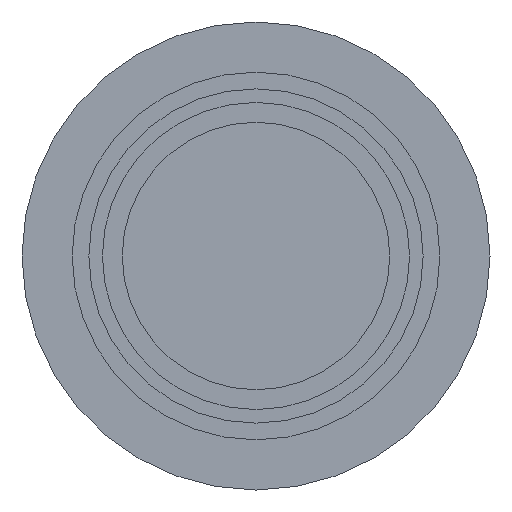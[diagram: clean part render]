
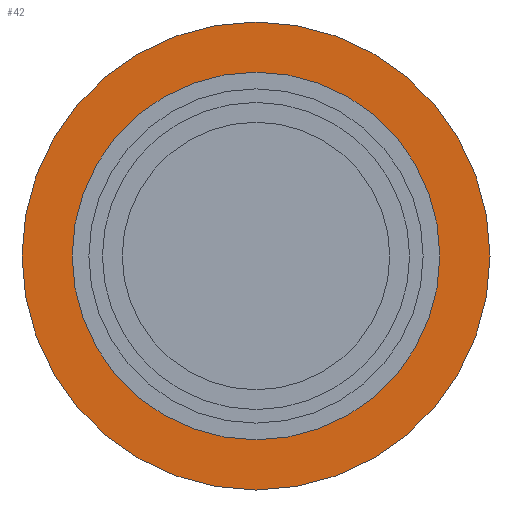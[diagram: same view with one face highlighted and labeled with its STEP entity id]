
A CAD part, left-side view. The second image highlights one B-rep face of the part: STEP entity #42.
In plain terms, the highlighted planar face has unit normal (-1, 0, 0).
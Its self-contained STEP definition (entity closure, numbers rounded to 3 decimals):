
#21=FACE_BOUND('',#78,.F.);
#27=PLANE('',#327);
#42=ADVANCED_FACE('',(#21,#59),#27,.T.);
#59=FACE_OUTER_BOUND('',#79,.F.);
#78=EDGE_LOOP('',(#129,#130));
#79=EDGE_LOOP('',(#131,#132));
#129=ORIENTED_EDGE('',*,*,#193,.T.);
#130=ORIENTED_EDGE('',*,*,#200,.T.);
#131=ORIENTED_EDGE('',*,*,#214,.F.);
#132=ORIENTED_EDGE('',*,*,#206,.F.);
#193=EDGE_CURVE('',#258,#257,#225,.T.);
#200=EDGE_CURVE('',#257,#258,#228,.T.);
#206=EDGE_CURVE('',#248,#247,#234,.T.);
#214=EDGE_CURVE('',#247,#248,#238,.T.);
#225=CIRCLE('',#298,5.501);
#228=CIRCLE('',#301,5.501);
#234=CIRCLE('',#307,7.001);
#238=CIRCLE('',#311,7.001);
#247=VERTEX_POINT('',#437);
#248=VERTEX_POINT('',#438);
#257=VERTEX_POINT('',#447);
#258=VERTEX_POINT('',#448);
#298=AXIS2_PLACEMENT_3D('',#459,#347,#348);
#301=AXIS2_PLACEMENT_3D('',#466,#357,#358);
#307=AXIS2_PLACEMENT_3D('',#472,#369,#370);
#311=AXIS2_PLACEMENT_3D('',#480,#381,#382);
#327=AXIS2_PLACEMENT_3D('',#498,#415,#416);
#347=DIRECTION('',(-1.,0.,0.));
#348=DIRECTION('',(0.,-1.,0.));
#357=DIRECTION('',(-1.,0.,0.));
#358=DIRECTION('',(0.,1.,0.));
#369=DIRECTION('',(-1.,0.,0.));
#370=DIRECTION('',(0.,1.,0.));
#381=DIRECTION('',(-1.,0.,0.));
#382=DIRECTION('',(0.,-1.,0.));
#415=DIRECTION('',(-1.,0.,0.));
#416=DIRECTION('',(0.,0.,1.));
#437=CARTESIAN_POINT('',(38.194,-7.001,0.));
#438=CARTESIAN_POINT('',(38.194,7.001,0.));
#447=CARTESIAN_POINT('',(38.194,5.501,0.));
#448=CARTESIAN_POINT('',(38.194,-5.501,0.));
#459=CARTESIAN_POINT('',(38.194,0.,0.));
#466=CARTESIAN_POINT('',(38.194,0.,0.));
#472=CARTESIAN_POINT('',(38.194,0.,0.));
#480=CARTESIAN_POINT('',(38.194,0.,0.));
#498=CARTESIAN_POINT('',(38.194,-7.141,-7.141));
